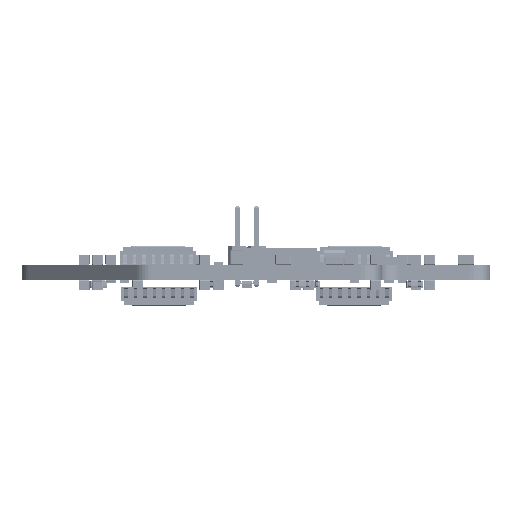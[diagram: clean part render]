
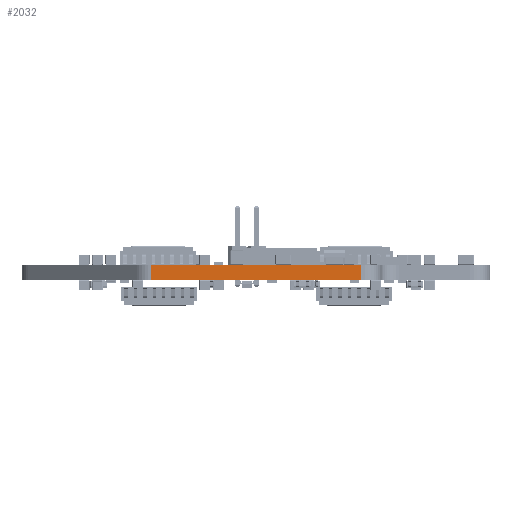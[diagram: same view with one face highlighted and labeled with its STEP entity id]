
A CAD part, left-side view. The second image highlights one B-rep face of the part: STEP entity #2032.
In plain terms, the highlighted planar face has unit normal (-1, 0, 0).
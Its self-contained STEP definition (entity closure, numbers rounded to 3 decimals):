
#2005 = VERTEX_POINT('',#2006);
#2006 = CARTESIAN_POINT('',(0.951,46.411,2.044));
#2013 = EDGE_CURVE('',#2014,#2005,#2016,.T.);
#2014 = VERTEX_POINT('',#2015);
#2015 = CARTESIAN_POINT('',(0.951,46.411,0.));
#2016 = LINE('',#2017,#2018);
#2017 = CARTESIAN_POINT('',(0.951,46.411,0.));
#2018 = VECTOR('',#2019,1.);
#2019 = DIRECTION('',(0.,0.,1.));
#2032 = ADVANCED_FACE('',(#2033),#2058,.F.);
#2033 = FACE_BOUND('',#2034,.F.);
#2034 = EDGE_LOOP('',(#2035,#2036,#2044,#2052));
#2035 = ORIENTED_EDGE('',*,*,#2013,.T.);
#2036 = ORIENTED_EDGE('',*,*,#2037,.T.);
#2037 = EDGE_CURVE('',#2005,#2038,#2040,.T.);
#2038 = VERTEX_POINT('',#2039);
#2039 = CARTESIAN_POINT('',(0.951,18.447,2.044));
#2040 = LINE('',#2041,#2042);
#2041 = CARTESIAN_POINT('',(0.951,46.411,2.044));
#2042 = VECTOR('',#2043,1.);
#2043 = DIRECTION('',(0.,-1.,0.));
#2044 = ORIENTED_EDGE('',*,*,#2045,.F.);
#2045 = EDGE_CURVE('',#2046,#2038,#2048,.T.);
#2046 = VERTEX_POINT('',#2047);
#2047 = CARTESIAN_POINT('',(0.951,18.447,0.));
#2048 = LINE('',#2049,#2050);
#2049 = CARTESIAN_POINT('',(0.951,18.447,0.));
#2050 = VECTOR('',#2051,1.);
#2051 = DIRECTION('',(0.,0.,1.));
#2052 = ORIENTED_EDGE('',*,*,#2053,.F.);
#2053 = EDGE_CURVE('',#2014,#2046,#2054,.T.);
#2054 = LINE('',#2055,#2056);
#2055 = CARTESIAN_POINT('',(0.951,46.411,0.));
#2056 = VECTOR('',#2057,1.);
#2057 = DIRECTION('',(0.,-1.,0.));
#2058 = PLANE('',#2059);
#2059 = AXIS2_PLACEMENT_3D('',#2060,#2061,#2062);
#2060 = CARTESIAN_POINT('',(0.951,46.411,0.));
#2061 = DIRECTION('',(1.,0.,0.));
#2062 = DIRECTION('',(0.,-1.,0.));
